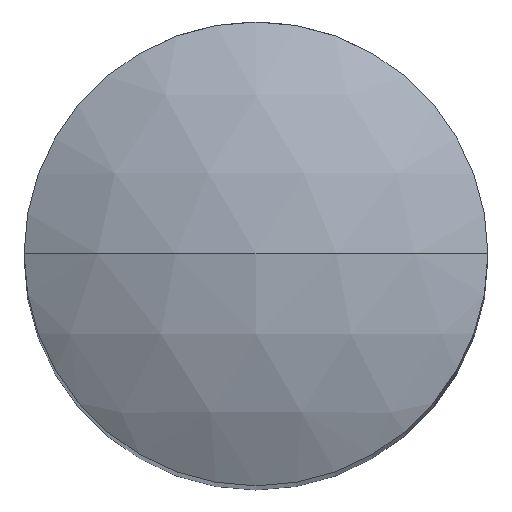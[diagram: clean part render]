
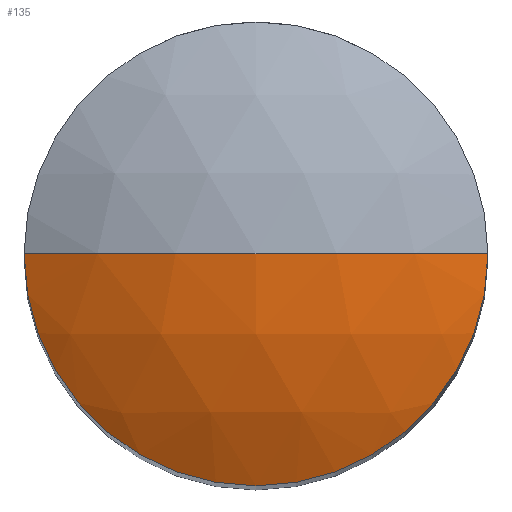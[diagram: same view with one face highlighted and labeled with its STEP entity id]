
A CAD part, top view. The second image highlights one B-rep face of the part: STEP entity #135.
In plain terms, the highlighted spherical face has radius 8 mm.
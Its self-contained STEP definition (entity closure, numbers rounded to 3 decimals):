
#23 = DIRECTION ( 'NONE',  ( 0., -1., 0. ) ) ;
#33 = EDGE_CURVE ( 'NONE', #278, #396, #191, .T. ) ;
#85 = AXIS2_PLACEMENT_3D ( 'NONE', #170, #679, #243 ) ;
#89 = AXIS2_PLACEMENT_3D ( 'NONE', #485, #23, #551 ) ;
#135 = ADVANCED_FACE ( 'NONE', ( #640 ), #842, .T. ) ;
#146 = AXIS2_PLACEMENT_3D ( 'NONE', #830, #475, #451 ) ;
#157 = CARTESIAN_POINT ( 'NONE',  ( 0., 0., 22.5 ) ) ;
#170 = CARTESIAN_POINT ( 'NONE',  ( 0., 0., 21.428 ) ) ;
#191 = CIRCLE ( 'NONE', #252, 8. ) ;
#234 = CARTESIAN_POINT ( 'NONE',  ( 4., 0., 21.428 ) ) ;
#243 = DIRECTION ( 'NONE',  ( -1., 0., 0. ) ) ;
#252 = AXIS2_PLACEMENT_3D ( 'NONE', #543, #323, #505 ) ;
#278 = VERTEX_POINT ( 'NONE', #157 ) ;
#323 = DIRECTION ( 'NONE',  ( 0., 1., 0. ) ) ;
#374 = CIRCLE ( 'NONE', #89, 8. ) ;
#396 = VERTEX_POINT ( 'NONE', #234 ) ;
#424 = EDGE_LOOP ( 'NONE', ( #685, #511, #742 ) ) ;
#431 = EDGE_CURVE ( 'NONE', #278, #694, #374, .T. ) ;
#432 = EDGE_CURVE ( 'NONE', #396, #694, #716, .T. ) ;
#451 = DIRECTION ( 'NONE',  ( 1., 0., 0. ) ) ;
#475 = DIRECTION ( 'NONE',  ( 0., -1., 0. ) ) ;
#485 = CARTESIAN_POINT ( 'NONE',  ( 0., 0., 14.5 ) ) ;
#505 = DIRECTION ( 'NONE',  ( 0., 0., 1. ) ) ;
#511 = ORIENTED_EDGE ( 'NONE', *, *, #431, .T. ) ;
#543 = CARTESIAN_POINT ( 'NONE',  ( 0., 0., 14.5 ) ) ;
#551 = DIRECTION ( 'NONE',  ( 1., 0., 0. ) ) ;
#640 = FACE_OUTER_BOUND ( 'NONE', #424, .T. ) ;
#679 = DIRECTION ( 'NONE',  ( 0., 0., -1. ) ) ;
#685 = ORIENTED_EDGE ( 'NONE', *, *, #33, .F. ) ;
#694 = VERTEX_POINT ( 'NONE', #798 ) ;
#716 = CIRCLE ( 'NONE', #85, 4. ) ;
#742 = ORIENTED_EDGE ( 'NONE', *, *, #432, .F. ) ;
#798 = CARTESIAN_POINT ( 'NONE',  ( -4., 0., 21.428 ) ) ;
#830 = CARTESIAN_POINT ( 'NONE',  ( 0., 0., 14.5 ) ) ;
#842 = SPHERICAL_SURFACE ( 'NONE', #146, 8. ) ;
